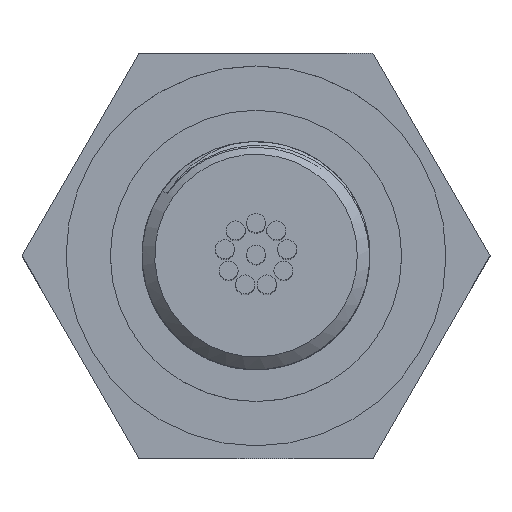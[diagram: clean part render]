
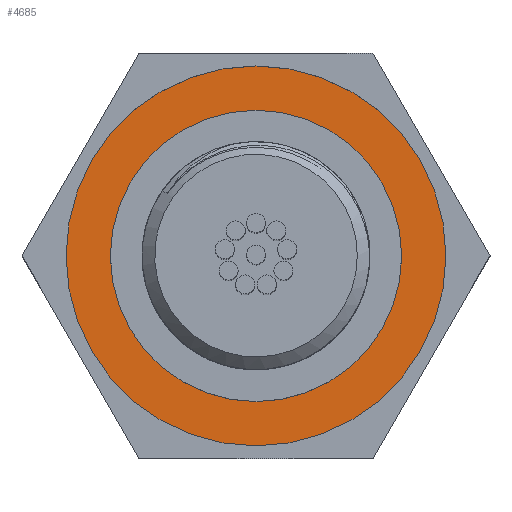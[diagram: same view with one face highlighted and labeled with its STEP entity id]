
A CAD part, top view. The second image highlights one B-rep face of the part: STEP entity #4685.
In plain terms, the highlighted planar face has unit normal (0, 0, 1).
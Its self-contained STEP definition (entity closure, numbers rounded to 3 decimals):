
#849=PLANE($,#4889);
#969=FACE_BOUND($,#1631,.T.);
#1041=CIRCLE($,#4890,15.);
#1042=CIRCLE($,#4891,11.5);
#1309=FACE_OUTER_BOUND($,#1630,.T.);
#1630=EDGE_LOOP($,(#4256));
#1631=EDGE_LOOP($,(#4257));
#2349=VERTEX_POINT($,#10536);
#2350=VERTEX_POINT($,#10538);
#2997=EDGE_CURVE($,#2349,#2349,#1041,.T.);
#2998=EDGE_CURVE($,#2350,#2350,#1042,.T.);
#4256=ORIENTED_EDGE($,*,*,#2997,.T.);
#4257=ORIENTED_EDGE($,*,*,#2998,.F.);
#4685=ADVANCED_FACE($,(#1309,#969),#849,.F.);
#4889=AXIS2_PLACEMENT_3D($,#10535,#5636,#5637);
#4890=AXIS2_PLACEMENT_3D($,#10537,#5638,#5639);
#4891=AXIS2_PLACEMENT_3D($,#10539,#5640,#5641);
#5636=DIRECTION('center_axis',(0.,0.,-1.));
#5637=DIRECTION('ref_axis',(-1.,0.,0.));
#5638=DIRECTION('center_axis',(0.,0.,1.));
#5639=DIRECTION('ref_axis',(-1.,0.,0.));
#5640=DIRECTION('center_axis',(0.,0.,1.));
#5641=DIRECTION('ref_axis',(-1.,0.,0.));
#10535=CARTESIAN_POINT('Origin',(0.,0.,7.18));
#10536=CARTESIAN_POINT('',(15.,0.,7.18));
#10537=CARTESIAN_POINT('Origin',(0.,0.,7.18));
#10538=CARTESIAN_POINT('',(11.5,0.,7.18));
#10539=CARTESIAN_POINT('Origin',(0.,0.,7.18));
